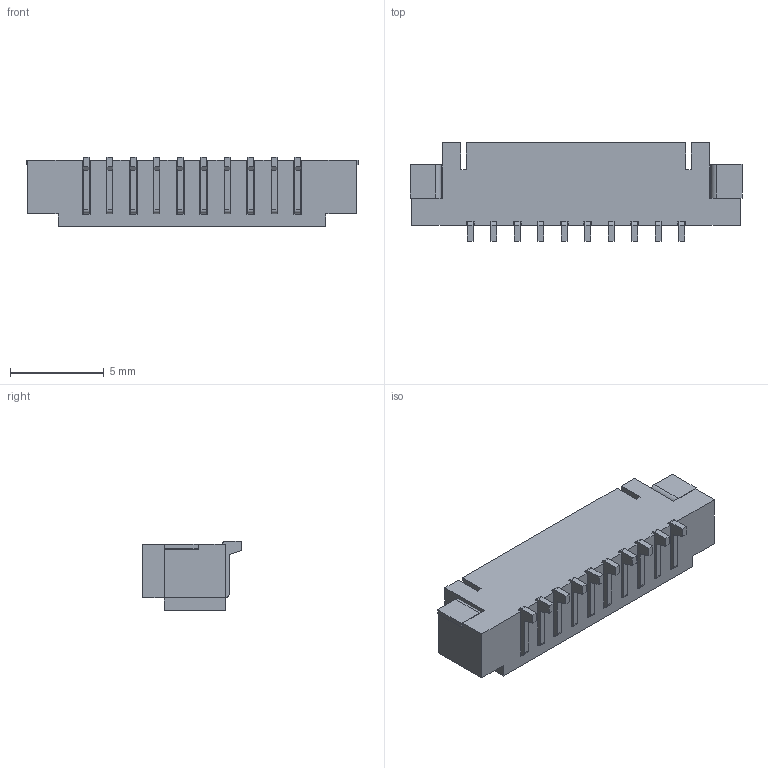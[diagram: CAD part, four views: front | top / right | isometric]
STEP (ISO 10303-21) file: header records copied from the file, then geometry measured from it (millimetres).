
FILE_DESCRIPTION((''),'2;1');
FILE_NAME('X9821WRS-10-9TSN','2021-12-06T',('XCP'),(''),'PRO/ENGINEER BY PARAMETRIC TECHNOLOGY CORPORATION, 2013240','PRO/ENGINEER BY PARAMETRIC TECHNOLOGY CORPORATION, 2013240','');
FILE_SCHEMA(('CONFIG_CONTROL_DESIGN'));
Length unit declared in the file: millimetre
Products named in the file (1): X9821WRS-10-9TSN
Bounding box: 17.66 x 5.25 x 3.7 mm (x, y, z)
Volume: 141 mm3; surface area: 489.2 mm2
Topology: 1 solids, 1 shells, 329 faces, 888 edges, 572 vertices
Faces by surface type: plane 301, cylinder 28
Entity records: 10118 total; most frequent: CARTESIAN_POINT 1789, ORIENTED_EDGE 1776, DIRECTION 1604, EDGE_CURVE 888, VECTOR 830, LINE 830, VERTEX_POINT 572, AXIS2_PLACEMENT_3D 387
